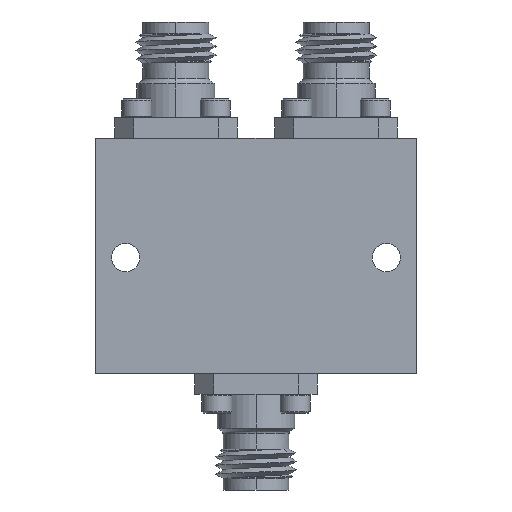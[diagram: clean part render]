
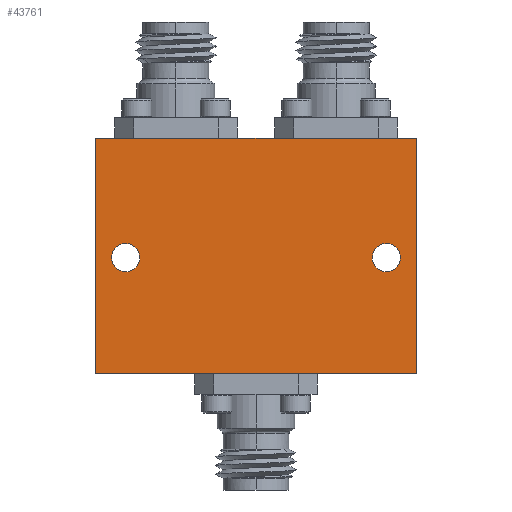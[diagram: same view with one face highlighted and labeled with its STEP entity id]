
A CAD part, front view. The second image highlights one B-rep face of the part: STEP entity #43761.
In plain terms, the highlighted planar face has unit normal (0, -1, 0).
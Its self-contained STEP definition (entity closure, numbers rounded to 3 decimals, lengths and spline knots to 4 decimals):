
#287 = DIRECTION ( 'NONE',  ( -1., 0., 0. ) ) ;
#1198 = CIRCLE ( 'NONE', #40426, 0.045 ) ;
#1403 = CARTESIAN_POINT ( 'NONE',  ( 0.925, 0., -0.38 ) ) ;
#1404 = VERTEX_POINT ( 'NONE', #20303 ) ;
#1828 = CARTESIAN_POINT ( 'NONE',  ( 0., 0., -0.75 ) ) ;
#2135 = CIRCLE ( 'NONE', #27807, 0.045 ) ;
#3191 = CIRCLE ( 'NONE', #8175, 0.045 ) ;
#4546 = VERTEX_POINT ( 'NONE', #7111 ) ;
#4696 = EDGE_CURVE ( 'NONE', #17031, #1404, #2135, .T. ) ;
#4884 = ORIENTED_EDGE ( 'NONE', *, *, #21662, .T. ) ;
#5559 = VECTOR ( 'NONE', #36473, 39.3701 ) ;
#6102 = LINE ( 'NONE', #19010, #5559 ) ;
#6167 = VERTEX_POINT ( 'NONE', #1828 ) ;
#6287 = ORIENTED_EDGE ( 'NONE', *, *, #36973, .T. ) ;
#6755 = EDGE_CURVE ( 'NONE', #4546, #10068, #38544, .T. ) ;
#7111 = CARTESIAN_POINT ( 'NONE',  ( 0., 0., 0. ) ) ;
#8175 = AXIS2_PLACEMENT_3D ( 'NONE', #1403, #42880, #32308 ) ;
#8586 = CARTESIAN_POINT ( 'NONE',  ( 0.925, 0., -0.335 ) ) ;
#9268 = CARTESIAN_POINT ( 'NONE',  ( 1.02, 0., -0.75 ) ) ;
#10068 = VERTEX_POINT ( 'NONE', #16308 ) ;
#10298 = ORIENTED_EDGE ( 'NONE', *, *, #36825, .F. ) ;
#11170 = CARTESIAN_POINT ( 'NONE',  ( 0.095, 0., -0.38 ) ) ;
#14567 = DIRECTION ( 'NONE',  ( 0., 0., 1. ) ) ;
#15695 = CARTESIAN_POINT ( 'NONE',  ( 0.095, 0., -0.425 ) ) ;
#16308 = CARTESIAN_POINT ( 'NONE',  ( 1.02, 0., 0. ) ) ;
#17031 = VERTEX_POINT ( 'NONE', #15695 ) ;
#18642 = CARTESIAN_POINT ( 'NONE',  ( 0., 0., 0. ) ) ;
#18760 = AXIS2_PLACEMENT_3D ( 'NONE', #18642, #36122, #29268 ) ;
#19010 = CARTESIAN_POINT ( 'NONE',  ( 1.02, 0., 0. ) ) ;
#20012 = CARTESIAN_POINT ( 'NONE',  ( 0., 0., 0. ) ) ;
#20303 = CARTESIAN_POINT ( 'NONE',  ( 0.095, 0., -0.335 ) ) ;
#20518 = VERTEX_POINT ( 'NONE', #33099 ) ;
#21662 = EDGE_CURVE ( 'NONE', #42590, #20518, #42386, .T. ) ;
#22228 = VECTOR ( 'NONE', #34224, 39.3701 ) ;
#22326 = PLANE ( 'NONE',  #18760 ) ;
#22393 = ORIENTED_EDGE ( 'NONE', *, *, #6755, .F. ) ;
#22600 = CARTESIAN_POINT ( 'NONE',  ( 0.095, 0., -0.38 ) ) ;
#22610 = EDGE_LOOP ( 'NONE', ( #6287, #34592 ) ) ;
#22664 = FACE_OUTER_BOUND ( 'NONE', #28896, .T. ) ;
#23219 = DIRECTION ( 'NONE',  ( 0., 0., 1. ) ) ;
#24037 = DIRECTION ( 'NONE',  ( 0., 1., 0. ) ) ;
#24679 = EDGE_LOOP ( 'NONE', ( #4884, #29072 ) ) ;
#25231 = DIRECTION ( 'NONE',  ( 0., 1., 0. ) ) ;
#26488 = EDGE_CURVE ( 'NONE', #34931, #6167, #38815, .T. ) ;
#26948 = CARTESIAN_POINT ( 'NONE',  ( 0., 0., 0. ) ) ;
#27807 = AXIS2_PLACEMENT_3D ( 'NONE', #11170, #25231, #14567 ) ;
#27900 = LINE ( 'NONE', #20012, #29469 ) ;
#28316 = CARTESIAN_POINT ( 'NONE',  ( 0., 0., -0.75 ) ) ;
#28746 = EDGE_CURVE ( 'NONE', #6167, #4546, #27900, .T. ) ;
#28896 = EDGE_LOOP ( 'NONE', ( #41878, #31827, #10298, #22393 ) ) ;
#29072 = ORIENTED_EDGE ( 'NONE', *, *, #41671, .T. ) ;
#29268 = DIRECTION ( 'NONE',  ( 0., 0., -1. ) ) ;
#29469 = VECTOR ( 'NONE', #23219, 39.3701 ) ;
#31827 = ORIENTED_EDGE ( 'NONE', *, *, #26488, .F. ) ;
#31866 = FACE_BOUND ( 'NONE', #22610, .T. ) ;
#32308 = DIRECTION ( 'NONE',  ( 0., 0., 1. ) ) ;
#33099 = CARTESIAN_POINT ( 'NONE',  ( 0.925, 0., -0.425 ) ) ;
#34224 = DIRECTION ( 'NONE',  ( 1., 0., 0. ) ) ;
#34592 = ORIENTED_EDGE ( 'NONE', *, *, #4696, .T. ) ;
#34931 = VERTEX_POINT ( 'NONE', #9268 ) ;
#36122 = DIRECTION ( 'NONE',  ( 0., -1., 0. ) ) ;
#36473 = DIRECTION ( 'NONE',  ( 0., 0., -1. ) ) ;
#36516 = DIRECTION ( 'NONE',  ( 0., 0., 1. ) ) ;
#36825 = EDGE_CURVE ( 'NONE', #10068, #34931, #6102, .T. ) ;
#36973 = EDGE_CURVE ( 'NONE', #1404, #17031, #1198, .T. ) ;
#38544 = LINE ( 'NONE', #26948, #22228 ) ;
#38815 = LINE ( 'NONE', #28316, #44300 ) ;
#39032 = AXIS2_PLACEMENT_3D ( 'NONE', #44902, #24037, #41856 ) ;
#40426 = AXIS2_PLACEMENT_3D ( 'NONE', #22600, #43571, #36516 ) ;
#41671 = EDGE_CURVE ( 'NONE', #20518, #42590, #3191, .T. ) ;
#41856 = DIRECTION ( 'NONE',  ( 0., 0., 1. ) ) ;
#41878 = ORIENTED_EDGE ( 'NONE', *, *, #28746, .F. ) ;
#42386 = CIRCLE ( 'NONE', #39032, 0.045 ) ;
#42590 = VERTEX_POINT ( 'NONE', #8586 ) ;
#42880 = DIRECTION ( 'NONE',  ( 0., 1., 0. ) ) ;
#43331 = FACE_BOUND ( 'NONE', #24679, .T. ) ;
#43571 = DIRECTION ( 'NONE',  ( 0., 1., 0. ) ) ;
#43761 = ADVANCED_FACE ( 'NONE', ( #31866, #43331, #22664 ), #22326, .T. ) ;
#44300 = VECTOR ( 'NONE', #287, 39.3701 ) ;
#44902 = CARTESIAN_POINT ( 'NONE',  ( 0.925, 0., -0.38 ) ) ;
